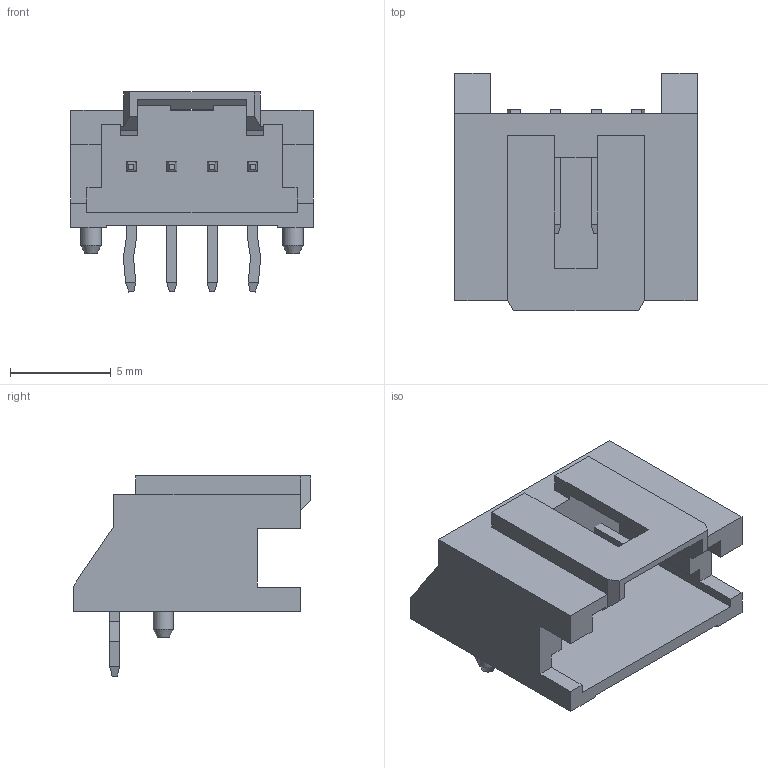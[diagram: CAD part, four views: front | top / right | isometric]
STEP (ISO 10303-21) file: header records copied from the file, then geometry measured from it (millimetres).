
FILE_DESCRIPTION(/* description */ (''),/* implementation_level */ '2;1');
FILE_NAME(/* name */ '559350410.step',/* time_stamp */ '2023-10-25T16:23:13-04:00',/* author */ (''),/* organization */ (''),/* preprocessor_version */ 'ST-DEVELOPER v20',/* originating_system */ 'Autodesk Translation Framework v12.14.0.127',/* authorisation */ '');
FILE_SCHEMA (('AUTOMOTIVE_DESIGN { 1 0 10303 214 3 1 1 }'));
Length unit declared in the file: millimetre
Products named in the file (1): (Unsaved)
Bounding box: 12 x 11.75 x 9.91 mm (x, y, z)
Volume: 371.9 mm3; surface area: 832.2 mm2
Topology: 5 solids, 5 shells, 153 faces, 391 edges, 248 vertices
Faces by surface type: plane 145, cylinder 6, cone 2
Full cylindrical faces by diameter (mm): 1 x2
Entity records: 4542 total; most frequent: CARTESIAN_POINT 793, ORIENTED_EDGE 782, DIRECTION 713, EDGE_CURVE 391, LINE 377, VECTOR 377, VERTEX_POINT 248, AXIS2_PLACEMENT_3D 168
